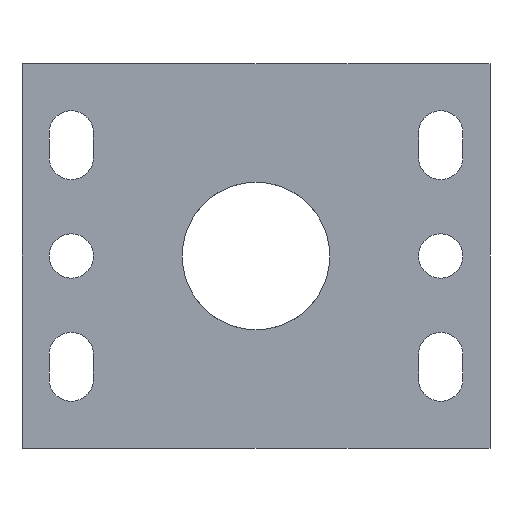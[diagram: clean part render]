
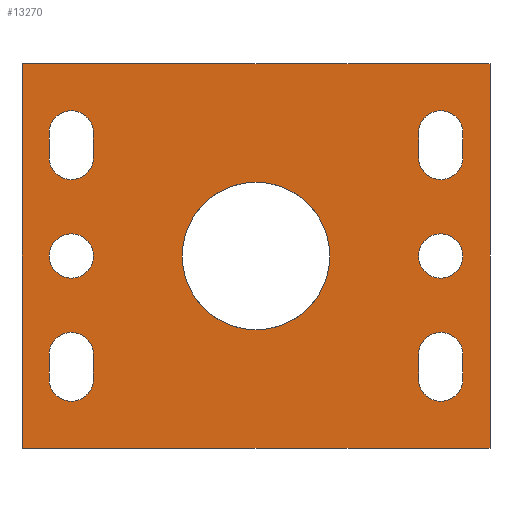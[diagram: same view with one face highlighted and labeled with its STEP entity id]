
A CAD part, front view. The second image highlights one B-rep face of the part: STEP entity #13270.
In plain terms, the highlighted planar face has unit normal (0, -1, 0).
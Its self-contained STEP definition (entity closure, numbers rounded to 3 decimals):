
#280=CARTESIAN_POINT('',(-15.,0.,-19.25));
#290=VERTEX_POINT('',#280);
#320=CARTESIAN_POINT('',(0.,0.,-19.25));
#330=DIRECTION('',(1.,0.,0.));
#340=VECTOR('',#330,1.);
#350=LINE('',#320,#340);
#360=CARTESIAN_POINT('',(80.,0.,-19.25));
#370=VERTEX_POINT('',#360);
#380=EDGE_CURVE('',#290,#370,#350,.T.);
#2890=CARTESIAN_POINT('',(80.,0.,58.75));
#2900=VERTEX_POINT('',#2890);
#2930=CARTESIAN_POINT('',(0.,0.,58.75));
#2940=DIRECTION('',(1.,0.,0.));
#2950=VECTOR('',#2940,1.);
#2960=LINE('',#2930,#2950);
#2970=CARTESIAN_POINT('',(-15.,0.,58.75));
#2980=VERTEX_POINT('',#2970);
#2990=EDGE_CURVE('',#2980,#2900,#2960,.T.);
#4400=CARTESIAN_POINT('',(32.5,0.,34.75));
#4410=VERTEX_POINT('',#4400);
#4590=CARTESIAN_POINT('',(32.5,0.,4.75));
#4600=VERTEX_POINT('',#4590);
#4630=CARTESIAN_POINT('',(32.5,0.,19.75));
#4640=DIRECTION('',(0.,1.,0.));
#4650=DIRECTION('',(0.,0.,1.));
#4660=AXIS2_PLACEMENT_3D('',#4630,#4640,#4650);
#4670=CIRCLE('',#4660,15.);
#4680=EDGE_CURVE('',#4600,#4410,#4670,.T.);
#10710=EDGE_CURVE('',#4410,#4600,#4670,.T.);
#11280=CARTESIAN_POINT('',(65.,0.,0.));
#11290=DIRECTION('',(-0.,-1.,-0.));
#11300=DIRECTION('',(-1.,0.,0.));
#11310=AXIS2_PLACEMENT_3D('',#11280,#11290,#11300);
#11320=PLANE('',#11310);
#11330=CARTESIAN_POINT('',(-9.5,0.,0.));
#11340=DIRECTION('',(0.,0.,-1.));
#11350=VECTOR('',#11340,1.);
#11360=LINE('',#11330,#11350);
#11370=CARTESIAN_POINT('',(-9.5,0.,-0.25));
#11380=VERTEX_POINT('',#11370);
#11390=CARTESIAN_POINT('',(-9.5,0.,-5.25));
#11400=VERTEX_POINT('',#11390);
#11410=EDGE_CURVE('',#11380,#11400,#11360,.T.);
#11420=ORIENTED_EDGE('',*,*,#11410,.F.);
#11430=CARTESIAN_POINT('',(-5.,0.,-5.25));
#11440=DIRECTION('',(0.,1.,0.));
#11450=DIRECTION('',(0.,0.,-1.));
#11460=AXIS2_PLACEMENT_3D('',#11430,#11440,#11450);
#11470=CIRCLE('',#11460,4.5);
#11480=CARTESIAN_POINT('',(-0.5,0.,-5.25));
#11490=VERTEX_POINT('',#11480);
#11500=EDGE_CURVE('',#11490,#11400,#11470,.T.);
#11510=ORIENTED_EDGE('',*,*,#11500,.T.);
#11520=CARTESIAN_POINT('',(-0.5,0.,0.));
#11530=DIRECTION('',(0.,0.,1.));
#11540=VECTOR('',#11530,1.);
#11550=LINE('',#11520,#11540);
#11560=CARTESIAN_POINT('',(-0.5,0.,-0.25));
#11570=VERTEX_POINT('',#11560);
#11580=EDGE_CURVE('',#11490,#11570,#11550,.T.);
#11590=ORIENTED_EDGE('',*,*,#11580,.F.);
#11600=CARTESIAN_POINT('',(-5.,0.,-0.25));
#11610=DIRECTION('',(0.,-1.,0.));
#11620=DIRECTION('',(0.,0.,-1.));
#11630=AXIS2_PLACEMENT_3D('',#11600,#11610,#11620);
#11640=CIRCLE('',#11630,4.5);
#11650=EDGE_CURVE('',#11570,#11380,#11640,.T.);
#11660=ORIENTED_EDGE('',*,*,#11650,.F.);
#11670=EDGE_LOOP('',(#11660,#11590,#11510,#11420));
#11680=FACE_BOUND('',#11670,.T.);
#11690=ORIENTED_EDGE('',*,*,#10710,.T.);
#11700=ORIENTED_EDGE('',*,*,#4680,.T.);
#11710=EDGE_LOOP('',(#11700,#11690));
#11720=FACE_BOUND('',#11710,.T.);
#11730=CARTESIAN_POINT('',(70.,0.,19.75));
#11740=DIRECTION('',(0.,1.,0.));
#11750=DIRECTION('',(1.,0.,0.));
#11760=AXIS2_PLACEMENT_3D('',#11730,#11740,#11750);
#11770=CIRCLE('',#11760,4.5);
#11780=CARTESIAN_POINT('',(74.5,0.,19.75));
#11790=VERTEX_POINT('',#11780);
#11800=CARTESIAN_POINT('',(65.5,0.,19.75));
#11810=VERTEX_POINT('',#11800);
#11820=EDGE_CURVE('',#11790,#11810,#11770,.T.);
#11830=ORIENTED_EDGE('',*,*,#11820,.T.);
#11840=EDGE_CURVE('',#11810,#11790,#11770,.T.);
#11850=ORIENTED_EDGE('',*,*,#11840,.T.);
#11860=EDGE_LOOP('',(#11850,#11830));
#11870=FACE_BOUND('',#11860,.T.);
#11880=CARTESIAN_POINT('',(-5.,0.,19.75));
#11890=DIRECTION('',(0.,1.,0.));
#11900=DIRECTION('',(1.,0.,0.));
#11910=AXIS2_PLACEMENT_3D('',#11880,#11890,#11900);
#11920=CIRCLE('',#11910,4.5);
#11930=CARTESIAN_POINT('',(-0.5,0.,
19.75));
#11940=VERTEX_POINT('',#11930);
#11950=CARTESIAN_POINT('',(-9.5,0.,
19.75));
#11960=VERTEX_POINT('',#11950);
#11970=EDGE_CURVE('',#11940,#11960,#11920,.T.);
#11980=ORIENTED_EDGE('',*,*,#11970,.T.);
#11990=EDGE_CURVE('',#11960,#11940,#11920,.T.);
#12000=ORIENTED_EDGE('',*,*,#11990,.T.);
#12010=EDGE_LOOP('',(#12000,#11980));
#12020=FACE_BOUND('',#12010,.T.);
#12030=CARTESIAN_POINT('',(65.5,0.,0.));
#12040=DIRECTION('',(0.,0.,-1.));
#12050=VECTOR('',#12040,1.);
#12060=LINE('',#12030,#12050);
#12070=CARTESIAN_POINT('',(65.5,0.,44.75))
;
#12080=VERTEX_POINT('',#12070);
#12090=CARTESIAN_POINT('',(65.5,0.,39.75));
#12100=VERTEX_POINT('',#12090);
#12110=EDGE_CURVE('',#12080,#12100,#12060,.T.);
#12120=ORIENTED_EDGE('',*,*,#12110,.F.);
#12130=CARTESIAN_POINT('',(70.,0.,39.75));
#12140=DIRECTION('',(0.,1.,0.));
#12150=DIRECTION('',(0.,0.,-1.));
#12160=AXIS2_PLACEMENT_3D('',#12130,#12140,#12150);
#12170=CIRCLE('',#12160,4.5);
#12180=CARTESIAN_POINT('',(74.5,0.,39.75));
#12190=VERTEX_POINT('',#12180);
#12200=EDGE_CURVE('',#12190,#12100,#12170,.T.);
#12210=ORIENTED_EDGE('',*,*,#12200,.T.);
#12220=CARTESIAN_POINT('',(74.5,0.,0.));
#12230=DIRECTION('',(0.,0.,1.));
#12240=VECTOR('',#12230,1.);
#12250=LINE('',#12220,#12240);
#12260=CARTESIAN_POINT('',(74.5,0.,44.75));
#12270=VERTEX_POINT('',#12260);
#12280=EDGE_CURVE('',#12190,#12270,#12250,.T.);
#12290=ORIENTED_EDGE('',*,*,#12280,.F.);
#12300=CARTESIAN_POINT('',(70.,0.,44.75));
#12310=DIRECTION('',(0.,-1.,0.));
#12320=DIRECTION('',(0.,0.,-1.));
#12330=AXIS2_PLACEMENT_3D('',#12300,#12310,#12320);
#12340=CIRCLE('',#12330,4.5);
#12350=EDGE_CURVE('',#12270,#12080,#12340,.T.);
#12360=ORIENTED_EDGE('',*,*,#12350,.F.);
#12370=EDGE_LOOP('',(#12360,#12290,#12210,#12120));
#12380=FACE_BOUND('',#12370,.T.);
#12390=CARTESIAN_POINT('',(65.5,0.,0.));
#12400=DIRECTION('',(0.,0.,-1.));
#12410=VECTOR('',#12400,1.);
#12420=LINE('',#12390,#12410);
#12430=CARTESIAN_POINT('',(65.5,0.,-0.25));
#12440=VERTEX_POINT('',#12430);
#12450=CARTESIAN_POINT('',(65.5,0.,-5.25)
);
#12460=VERTEX_POINT('',#12450);
#12470=EDGE_CURVE('',#12440,#12460,#12420,.T.);
#12480=ORIENTED_EDGE('',*,*,#12470,.F.);
#12490=CARTESIAN_POINT('',(70.,0.,-5.25));
#12500=DIRECTION('',(0.,-1.,0.));
#12510=DIRECTION('',(0.,0.,-1.));
#12520=AXIS2_PLACEMENT_3D('',#12490,#12500,#12510);
#12530=CIRCLE('',#12520,4.5);
#12540=CARTESIAN_POINT('',(74.5,0.,-5.25))
;
#12550=VERTEX_POINT('',#12540);
#12560=EDGE_CURVE('',#12460,#12550,#12530,.T.);
#12570=ORIENTED_EDGE('',*,*,#12560,.F.);
#12580=CARTESIAN_POINT('',(74.5,0.,0.));
#12590=DIRECTION('',(0.,0.,1.));
#12600=VECTOR('',#12590,1.);
#12610=LINE('',#12580,#12600);
#12620=CARTESIAN_POINT('',(74.5,0.,-0.25));
#12630=VERTEX_POINT('',#12620);
#12640=EDGE_CURVE('',#12550,#12630,#12610,.T.);
#12650=ORIENTED_EDGE('',*,*,#12640,.F.);
#12660=CARTESIAN_POINT('',(70.,0.,-0.25));
#12670=DIRECTION('',(0.,1.,0.));
#12680=DIRECTION('',(0.,0.,-1.));
#12690=AXIS2_PLACEMENT_3D('',#12660,#12670,#12680);
#12700=CIRCLE('',#12690,4.5);
#12710=EDGE_CURVE('',#12440,#12630,#12700,.T.);
#12720=ORIENTED_EDGE('',*,*,#12710,.T.);
#12730=EDGE_LOOP('',(#12720,#12650,#12570,#12480));
#12740=FACE_BOUND('',#12730,.T.);
#12750=CARTESIAN_POINT('',(-9.5,0.,0.));
#12760=DIRECTION('',(0.,0.,-1.));
#12770=VECTOR('',#12760,1.);
#12780=LINE('',#12750,#12770);
#12790=CARTESIAN_POINT('',(-9.5,0.,44.75));
#12800=VERTEX_POINT('',#12790);
#12810=CARTESIAN_POINT('',(-9.5,0.,39.75));
#12820=VERTEX_POINT('',#12810);
#12830=EDGE_CURVE('',#12800,#12820,#12780,.T.);
#12840=ORIENTED_EDGE('',*,*,#12830,.F.);
#12850=CARTESIAN_POINT('',(-5.,0.,39.75));
#12860=DIRECTION('',(0.,1.,0.));
#12870=DIRECTION('',(0.,0.,-1.));
#12880=AXIS2_PLACEMENT_3D('',#12850,#12860,#12870);
#12890=CIRCLE('',#12880,4.5);
#12900=CARTESIAN_POINT('',(-0.5,0.,39.75));
#12910=VERTEX_POINT('',#12900);
#12920=EDGE_CURVE('',#12910,#12820,#12890,.T.);
#12930=ORIENTED_EDGE('',*,*,#12920,.T.);
#12940=CARTESIAN_POINT('',(-0.5,0.,0.));
#12950=DIRECTION('',(0.,0.,1.));
#12960=VECTOR('',#12950,1.);
#12970=LINE('',#12940,#12960);
#12980=CARTESIAN_POINT('',(-0.5,0.,44.75));
#12990=VERTEX_POINT('',#12980);
#13000=EDGE_CURVE('',#12910,#12990,#12970,.T.);
#13010=ORIENTED_EDGE('',*,*,#13000,.F.);
#13020=CARTESIAN_POINT('',(-5.,0.,44.75));
#13030=DIRECTION('',(0.,-1.,0.));
#13040=DIRECTION('',(0.,0.,-1.));
#13050=AXIS2_PLACEMENT_3D('',#13020,#13030,#13040);
#13060=CIRCLE('',#13050,4.5);
#13070=EDGE_CURVE('',#12990,#12800,#13060,.T.);
#13080=ORIENTED_EDGE('',*,*,#13070,.F.);
#13090=EDGE_LOOP('',(#13080,#13010,#12930,#12840));
#13100=FACE_BOUND('',#13090,.T.);
#13110=ORIENTED_EDGE('',*,*,#380,.T.);
#13120=CARTESIAN_POINT('',(-15.,0.,0.));
#13130=DIRECTION('',(0.,0.,-1.));
#13140=VECTOR('',#13130,1.);
#13150=LINE('',#13120,#13140);
#13160=EDGE_CURVE('',#2980,#290,#13150,.T.);
#13170=ORIENTED_EDGE('',*,*,#13160,.T.);
#13180=ORIENTED_EDGE('',*,*,#2990,.F.);
#13190=CARTESIAN_POINT('',(80.,0.,0.));
#13200=DIRECTION('',(0.,0.,1.));
#13210=VECTOR('',#13200,1.);
#13220=LINE('',#13190,#13210);
#13230=EDGE_CURVE('',#370,#2900,#13220,.T.);
#13240=ORIENTED_EDGE('',*,*,#13230,.T.);
#13250=EDGE_LOOP('',(#13240,#13180,#13170,#13110));
#13260=FACE_OUTER_BOUND('',#13250,.T.);
#13270=ADVANCED_FACE('',(#11680,#11720,#11870,#12020,#12380,#12740,
#13100,#13260),#11320,.T.);
